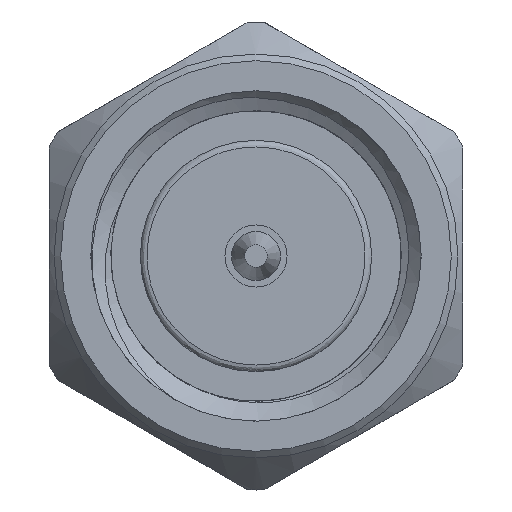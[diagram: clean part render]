
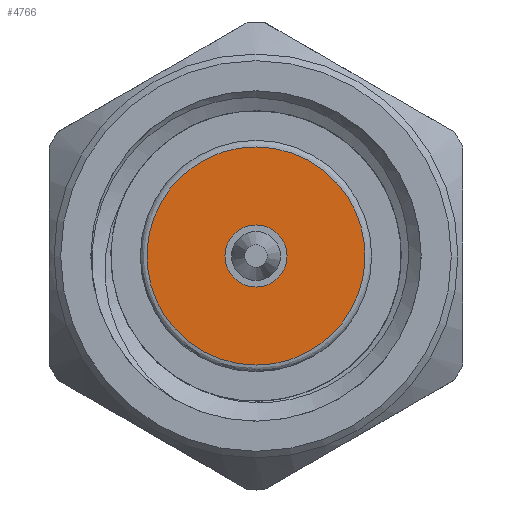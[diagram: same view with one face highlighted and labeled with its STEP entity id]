
A CAD part, left-side view. The second image highlights one B-rep face of the part: STEP entity #4766.
In plain terms, the highlighted planar face has unit normal (-1, 0, 0).
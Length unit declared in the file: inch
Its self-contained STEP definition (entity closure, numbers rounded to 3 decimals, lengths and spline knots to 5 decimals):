
#418 = CARTESIAN_POINT ( 'NONE',  ( 0.11, -0.165, 0.0825 ) ) ;
#604 = CARTESIAN_POINT ( 'NONE',  ( 0.11, 0., -0.0825 ) ) ;
#733 = VERTEX_POINT ( 'NONE', #1486 ) ;
#870 = ORIENTED_EDGE ( 'NONE', *, *, #4851, .F. ) ;
#904 = VERTEX_POINT ( 'NONE', #2980 ) ;
#969 = AXIS2_PLACEMENT_3D ( 'NONE', #5125, #3050, #3506 ) ;
#980 = ORIENTED_EDGE ( 'NONE', *, *, #4461, .F. ) ;
#1486 = CARTESIAN_POINT ( 'NONE',  ( 0.11, 0., 0.0825 ) ) ;
#1493 = CARTESIAN_POINT ( 'NONE',  ( 0.11, 0., 0.0825 ) ) ;
#1803 = DIRECTION ( 'NONE',  ( -1., 0., 0. ) ) ;
#1853 = DIRECTION ( 'NONE',  ( 0., 0., -1. ) ) ;
#1891 = CARTESIAN_POINT ( 'NONE',  ( 0.11, 0.165, -0.0825 ) ) ;
#2297 = CARTESIAN_POINT ( 'NONE',  ( 0.11, 0.165, 0.0825 ) ) ;
#2980 = CARTESIAN_POINT ( 'NONE',  ( 0.11, 0., -0.0235 ) ) ;
#3050 = DIRECTION ( 'NONE',  ( 1., 0., 0. ) ) ;
#3112 = EDGE_LOOP ( 'NONE', ( #870, #980 ) ) ;
#3352 =( BOUNDED_CURVE ( )  B_SPLINE_CURVE ( 3, ( #4555, #418, #4886, #4055 ),
 .UNSPECIFIED., .F., .F. ) 
 B_SPLINE_CURVE_WITH_KNOTS ( ( 4, 4 ),
 ( 0., 1. ),
 .UNSPECIFIED. ) 
 CURVE ( )  GEOMETRIC_REPRESENTATION_ITEM ( )  RATIONAL_B_SPLINE_CURVE ( ( 1., 0.333, 0.333, 1. ) ) 
 REPRESENTATION_ITEM ( '' )  );
#3372 = CIRCLE ( 'NONE', #5268, 0.0235 ) ;
#3481 = PLANE ( 'NONE',  #969 ) ;
#3506 = DIRECTION ( 'NONE',  ( 0., 0., -1. ) ) ;
#3621 = ORIENTED_EDGE ( 'NONE', *, *, #3728, .F. ) ;
#3728 = EDGE_CURVE ( 'NONE', #904, #904, #3372, .T. ) ;
#3743 = CARTESIAN_POINT ( 'NONE',  ( 0.11, 0., -0.0825 ) ) ;
#3903 =( BOUNDED_CURVE ( )  B_SPLINE_CURVE ( 3, ( #604, #1891, #2297, #1493 ),
 .UNSPECIFIED., .F., .T. ) 
 B_SPLINE_CURVE_WITH_KNOTS ( ( 4, 4 ),
 ( 0., 1. ),
 .UNSPECIFIED. ) 
 CURVE ( )  GEOMETRIC_REPRESENTATION_ITEM ( )  RATIONAL_B_SPLINE_CURVE ( ( 1., 0.333, 0.333, 1. ) ) 
 REPRESENTATION_ITEM ( '' )  );
#4055 = CARTESIAN_POINT ( 'NONE',  ( 0.11, 0., -0.0825 ) ) ;
#4364 = FACE_BOUND ( 'NONE', #4686, .T. ) ;
#4461 = EDGE_CURVE ( 'NONE', #733, #4923, #3352, .T. ) ;
#4555 = CARTESIAN_POINT ( 'NONE',  ( 0.11, 0., 0.0825 ) ) ;
#4686 = EDGE_LOOP ( 'NONE', ( #3621 ) ) ;
#4725 = CARTESIAN_POINT ( 'NONE',  ( 0.11, 0., 0. ) ) ;
#4743 = FACE_OUTER_BOUND ( 'NONE', #3112, .T. ) ;
#4766 = ADVANCED_FACE ( 'NONE', ( #4364, #4743 ), #3481, .F. ) ;
#4851 = EDGE_CURVE ( 'NONE', #4923, #733, #3903, .T. ) ;
#4886 = CARTESIAN_POINT ( 'NONE',  ( 0.11, -0.165, -0.0825 ) ) ;
#4923 = VERTEX_POINT ( 'NONE', #3743 ) ;
#5125 = CARTESIAN_POINT ( 'NONE',  ( 0.11, 0., 0. ) ) ;
#5268 = AXIS2_PLACEMENT_3D ( 'NONE', #4725, #1803, #1853 ) ;
